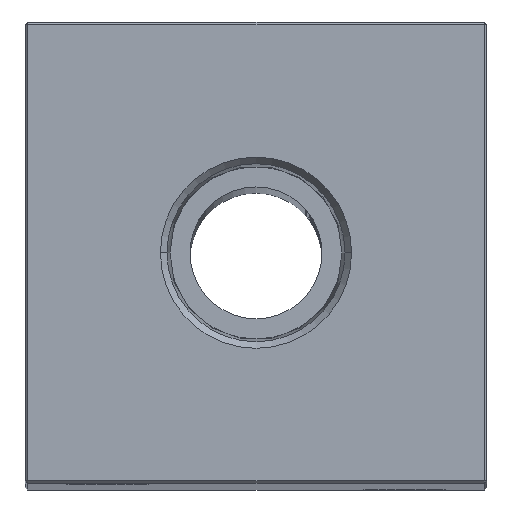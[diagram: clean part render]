
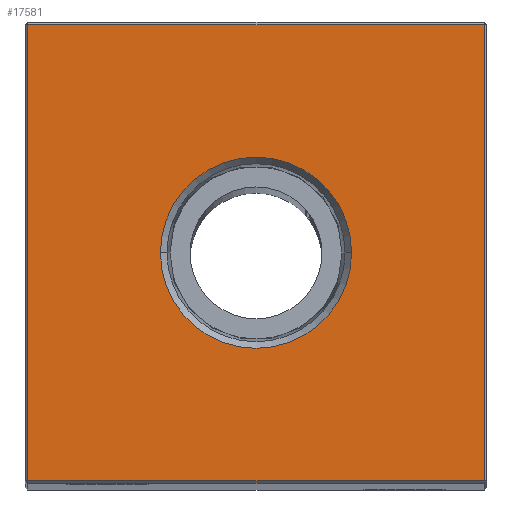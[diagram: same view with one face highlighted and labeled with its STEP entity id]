
A CAD part, top view. The second image highlights one B-rep face of the part: STEP entity #17581.
In plain terms, the highlighted planar face has unit normal (0, 0, 1).
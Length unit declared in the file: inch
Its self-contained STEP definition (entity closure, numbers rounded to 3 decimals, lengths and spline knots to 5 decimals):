
#564 = VERTEX_POINT ( 'NONE', #31112 ) ;
#829 = VECTOR ( 'NONE', #21917, 39.37008 ) ;
#885 = LINE ( 'NONE', #11286, #829 ) ;
#1116 = DIRECTION ( 'NONE',  ( -1., 0., 0. ) ) ;
#1225 = CARTESIAN_POINT ( 'NONE',  ( -0.865, -0.865, 14.25 ) ) ;
#1520 = CARTESIAN_POINT ( 'NONE',  ( 0.865, -0.865, 14.25 ) ) ;
#2770 = DIRECTION ( 'NONE',  ( 0., 0., 1. ) ) ;
#2902 = EDGE_CURVE ( 'NONE', #9078, #32534, #885, .T. ) ;
#3024 = EDGE_LOOP ( 'NONE', ( #10171, #31272 ) ) ;
#3087 = EDGE_CURVE ( 'NONE', #32534, #29501, #26739, .T. ) ;
#3149 = CARTESIAN_POINT ( 'NONE',  ( 0., -0.865, 14.25 ) ) ;
#3232 = FACE_BOUND ( 'NONE', #3024, .T. ) ;
#3575 = DIRECTION ( 'NONE',  ( -1., 0., 0. ) ) ;
#3746 = DIRECTION ( 'NONE',  ( 0., 0., 1. ) ) ;
#6150 = CIRCLE ( 'NONE', #25451, 0.3626 ) ;
#6731 = ORIENTED_EDGE ( 'NONE', *, *, #3087, .T. ) ;
#6838 = CARTESIAN_POINT ( 'NONE',  ( -0.3626, 0., 14.25 ) ) ;
#7041 = DIRECTION ( 'NONE',  ( 0., 1., 0. ) ) ;
#7599 = ORIENTED_EDGE ( 'NONE', *, *, #16204, .T. ) ;
#7769 = ORIENTED_EDGE ( 'NONE', *, *, #9805, .T. ) ;
#7857 = VERTEX_POINT ( 'NONE', #13304 ) ;
#9078 = VERTEX_POINT ( 'NONE', #27124 ) ;
#9500 = ORIENTED_EDGE ( 'NONE', *, *, #2902, .T. ) ;
#9805 = EDGE_CURVE ( 'NONE', #29501, #564, #20230, .T. ) ;
#10095 = VERTEX_POINT ( 'NONE', #6838 ) ;
#10171 = ORIENTED_EDGE ( 'NONE', *, *, #14928, .F. ) ;
#11286 = CARTESIAN_POINT ( 'NONE',  ( -0.865, 0., 14.25 ) ) ;
#12362 = VECTOR ( 'NONE', #7041, 39.37008 ) ;
#13262 = DIRECTION ( 'NONE',  ( 1., 0., 0. ) ) ;
#13304 = CARTESIAN_POINT ( 'NONE',  ( 0.3626, 0., 14.25 ) ) ;
#13653 = DIRECTION ( 'NONE',  ( 1., 0., 0. ) ) ;
#13744 = PLANE ( 'NONE',  #23358 ) ;
#14173 = LINE ( 'NONE', #24706, #31354 ) ;
#14264 = DIRECTION ( 'NONE',  ( 1., 0., 0. ) ) ;
#14928 = EDGE_CURVE ( 'NONE', #7857, #10095, #30182, .T. ) ;
#15499 = AXIS2_PLACEMENT_3D ( 'NONE', #26351, #2770, #13262 ) ;
#16204 = EDGE_CURVE ( 'NONE', #564, #9078, #14173, .T. ) ;
#16736 = CARTESIAN_POINT ( 'NONE',  ( 0., 0., 14.25 ) ) ;
#17581 = ADVANCED_FACE ( 'NONE', ( #26828, #3232 ), #13744, .F. ) ;
#17902 = VECTOR ( 'NONE', #13653, 39.37008 ) ;
#19184 = EDGE_CURVE ( 'NONE', #10095, #7857, #6150, .T. ) ;
#20230 = LINE ( 'NONE', #30563, #12362 ) ;
#21917 = DIRECTION ( 'NONE',  ( 0., -1., 0. ) ) ;
#23358 = AXIS2_PLACEMENT_3D ( 'NONE', #16736, #27174, #3575 ) ;
#23932 = EDGE_LOOP ( 'NONE', ( #9500, #6731, #7769, #7599 ) ) ;
#24706 = CARTESIAN_POINT ( 'NONE',  ( 0., 0.865, 14.25 ) ) ;
#25451 = AXIS2_PLACEMENT_3D ( 'NONE', #27329, #3746, #14264 ) ;
#26351 = CARTESIAN_POINT ( 'NONE',  ( 0., 0., 14.25 ) ) ;
#26739 = LINE ( 'NONE', #3149, #17902 ) ;
#26828 = FACE_OUTER_BOUND ( 'NONE', #23932, .T. ) ;
#27124 = CARTESIAN_POINT ( 'NONE',  ( -0.865, 0.865, 14.25 ) ) ;
#27174 = DIRECTION ( 'NONE',  ( 0., 0., -1. ) ) ;
#27329 = CARTESIAN_POINT ( 'NONE',  ( 0., 0., 14.25 ) ) ;
#29501 = VERTEX_POINT ( 'NONE', #1520 ) ;
#30182 = CIRCLE ( 'NONE', #15499, 0.3626 ) ;
#30563 = CARTESIAN_POINT ( 'NONE',  ( 0.865, 0., 14.25 ) ) ;
#31112 = CARTESIAN_POINT ( 'NONE',  ( 0.865, 0.865, 14.25 ) ) ;
#31272 = ORIENTED_EDGE ( 'NONE', *, *, #19184, .F. ) ;
#31354 = VECTOR ( 'NONE', #1116, 39.37008 ) ;
#32534 = VERTEX_POINT ( 'NONE', #1225 ) ;
